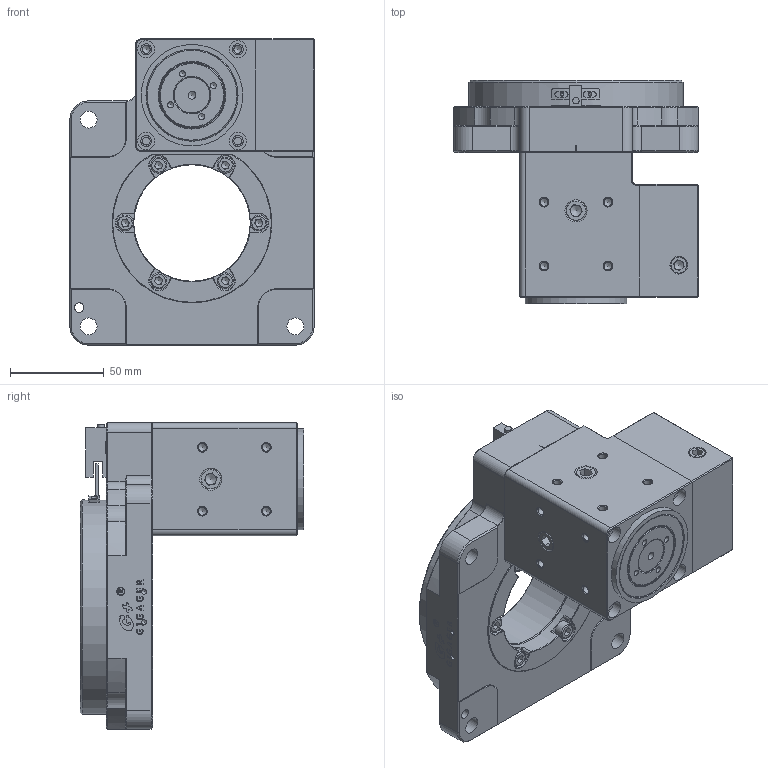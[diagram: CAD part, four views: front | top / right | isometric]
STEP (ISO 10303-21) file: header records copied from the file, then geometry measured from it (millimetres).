
FILE_DESCRIPTION (( 'STEP AP203' ), '1' );
FILE_NAME ('GSG130Z-18K-SV2-R.step', '2021-06-01T02:13:22', ( 'Microsoft' ), ( 'Microsoft' ), 'SwSTEP 2.0', 'SolidWorks 2019', '' );
FILE_SCHEMA (( 'CONFIG_CONTROL_DESIGN' ));
Length unit declared in the file: millimetre
Products named in the file (1): GSG130Z-18K-SV2-R
Bounding box: 130 x 119 x 163 mm (x, y, z)
Volume: 665346.7 mm3; surface area: 205322.3 mm2
Topology: 29 solids, 29 shells, 1238 faces, 3014 edges, 1900 vertices
Faces by surface type: plane 598, cylinder 267, cone 250, bspline 99, torus 24
Full cylindrical faces by diameter (mm): 1.088 x1, 2.05 x2, 2.5 x8, 3.2 x4, 3.3 x4, 3.5 x1, 3.752 x1, 4 x4, 4.2 x32, 4.369 x1, 5 x13, 5.5 x7, 5.8 x4, 6 x2, 7 x4, 8 x4, 8.5 x9, 9 x4, 9.2 x4, 10 x2, 10.2 x3, 12 x3, 14 x1, 14.4 x1, 16.909 x1, 18.5 x1, 19 x1, 20 x4, 23 x1, 23.5 x1
Entity records: 36650 total; most frequent: CARTESIAN_POINT 10176, DIRECTION 5303, ORIENTED_EDGE 4990, EDGE_CURVE 2495, AXIS2_PLACEMENT_3D 1984, EDGE_LOOP 1758, VERTEX_POINT 1749, FACE_OUTER_BOUND 1431
